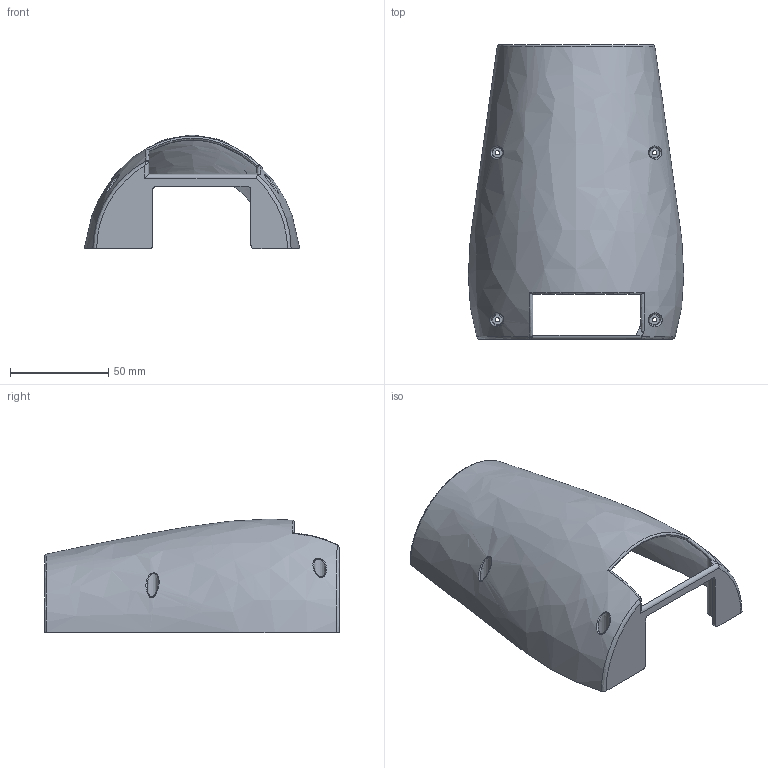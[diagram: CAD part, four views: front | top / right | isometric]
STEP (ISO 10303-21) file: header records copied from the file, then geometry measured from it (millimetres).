
FILE_DESCRIPTION(/* description */ (''),/* implementation_level */ '2;1');
FILE_NAME(/* name */ 'part06.step',/* time_stamp */ '2018-01-18T13:41:53+09:00',/* author */ ('baba.r'),/* organization */ (''),/* preprocessor_version */ 'ST-DEVELOPER v16.13',/* originating_system */ 'Autodesk Translation Framework v6.5.0.72',/* authorisation */ '');
FILE_SCHEMA (('AUTOMOTIVE_DESIGN { 1 0 10303 214 3 1 1 }'));
Length unit declared in the file: millimetre
Products named in the file (1): pan_tilt_robot_body_behind
Bounding box: 109.6 x 150 x 57.99 mm (x, y, z)
Volume: 49840 mm3; surface area: 52386.8 mm2
Topology: 1 solids, 1 shells, 88 faces, 236 edges, 155 vertices
Faces by surface type: bspline 32, plane 28, cylinder 20, sphere 4, cone 4
Full cylindrical faces by diameter (mm): 2.2 x4, 8 x4
Entity records: 6742 total; most frequent: CARTESIAN_POINT 4752, ORIENTED_EDGE 472, DIRECTION 290, EDGE_CURVE 236, VERTEX_POINT 156, B_SPLINE_CURVE_WITH_KNOTS 117, AXIS2_PLACEMENT_3D 116, EDGE_LOOP 104
